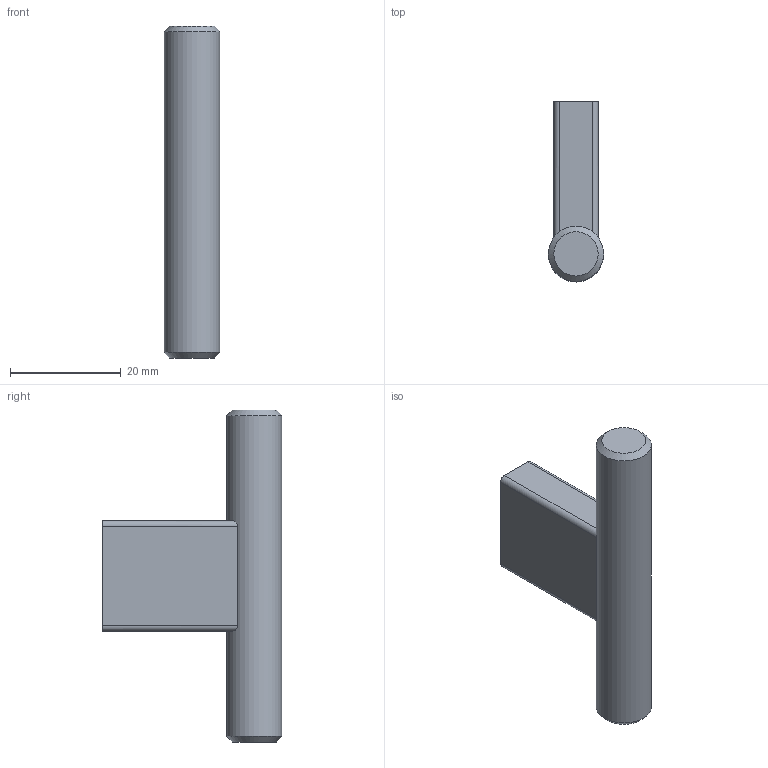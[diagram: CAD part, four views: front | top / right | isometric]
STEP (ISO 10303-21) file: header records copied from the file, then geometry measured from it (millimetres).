
FILE_DESCRIPTION(/* description */ (''),/* implementation_level */ '2;1');
FILE_NAME(/* name */ '0430-10T_01.stp',/* time_stamp */ '2023-01-02T11:59:17+01:00',/* author */ ('jferrer'),/* organization */ (''),/* preprocessor_version */ 'ST-DEVELOPER v18.1',/* originating_system */ 'Autodesk Inventor 2022',/* authorisation */ '');
FILE_SCHEMA (('CONFIG_CONTROL_DESIGN'));
Length unit declared in the file: millimetre
Products named in the file (4): 0430-10POM_01; 0430-10_COS POM_01; 0430_POTA-10_02; CARGOL M-F
Assembly tree (3 placements, depth 2):
  0430-10POM_01
    0430-10_COS POM_01
    0430_POTA-10_02
    CARGOL M-F
Bounding box: 10 x 32.5 x 60 mm (x, y, z)
Volume: 8176.2 mm3; surface area: 4699 mm2
Topology: 3 solids, 3 shells, 37 faces, 88 edges, 58 vertices
Faces by surface type: plane 18, cylinder 12, cone 7
Full cylindrical faces by diameter (mm): 3.242 x2, 4 x2, 6 x1, 6.5 x1, 10 x1
Entity records: 1316 total; most frequent: CARTESIAN_POINT 308, DIRECTION 194, ORIENTED_EDGE 172, EDGE_CURVE 86, AXIS2_PLACEMENT_3D 76, VERTEX_POINT 58, EDGE_LOOP 42, LINE 42
